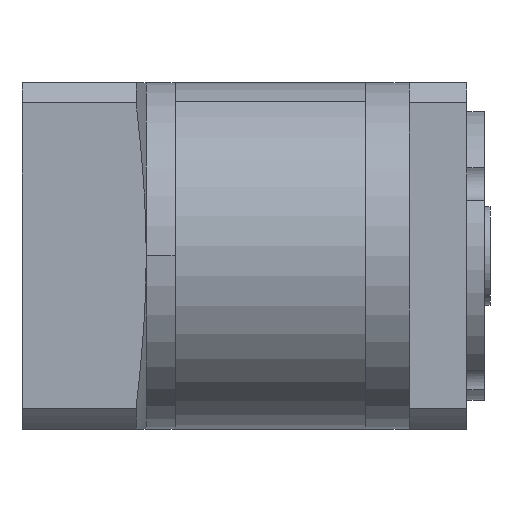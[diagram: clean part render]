
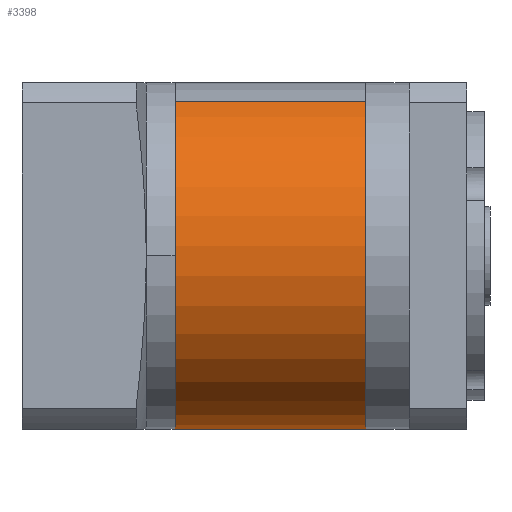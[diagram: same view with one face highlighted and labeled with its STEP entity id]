
A CAD part, top view. The second image highlights one B-rep face of the part: STEP entity #3398.
In plain terms, the highlighted cylindrical face has radius 30 mm (diameter 60 mm), a partial arc.
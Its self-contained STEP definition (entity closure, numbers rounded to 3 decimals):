
#155 = DIRECTION ( 'NONE',  ( 0., 0., -1. ) ) ;
#169 = FACE_OUTER_BOUND ( 'NONE', #5478, .T. ) ;
#227 = CIRCLE ( 'NONE', #4094, 30. ) ;
#496 = AXIS2_PLACEMENT_3D ( 'NONE', #2261, #1380, #155 ) ;
#531 = CARTESIAN_POINT ( 'NONE',  ( 0., 0., -30. ) ) ;
#1191 = CARTESIAN_POINT ( 'NONE',  ( 0., 0., 0. ) ) ;
#1280 = EDGE_CURVE ( 'NONE', #4395, #4851, #2593, .T. ) ;
#1380 = DIRECTION ( 'NONE',  ( 0., -1., 0. ) ) ;
#1539 = CARTESIAN_POINT ( 'NONE',  ( 0., 33., 0. ) ) ;
#1589 = VERTEX_POINT ( 'NONE', #3019 ) ;
#1859 = ORIENTED_EDGE ( 'NONE', *, *, #5741, .F. ) ;
#1922 = DIRECTION ( 'NONE',  ( 0., 0., 1. ) ) ;
#2063 = LINE ( 'NONE', #5536, #6521 ) ;
#2261 = CARTESIAN_POINT ( 'NONE',  ( 0., 33., 0. ) ) ;
#2338 = VECTOR ( 'NONE', #6229, 1000. ) ;
#2414 = EDGE_CURVE ( 'NONE', #4698, #4395, #2908, .T. ) ;
#2465 = DIRECTION ( 'NONE',  ( 0., -1., 0. ) ) ;
#2593 = CIRCLE ( 'NONE', #3341, 30. ) ;
#2613 = CARTESIAN_POINT ( 'NONE',  ( 0., 0., 30. ) ) ;
#2908 = LINE ( 'NONE', #4196, #2338 ) ;
#3019 = CARTESIAN_POINT ( 'NONE',  ( 0., 33., 30. ) ) ;
#3138 = CYLINDRICAL_SURFACE ( 'NONE', #496, 30. ) ;
#3144 = ORIENTED_EDGE ( 'NONE', *, *, #2414, .T. ) ;
#3208 = DIRECTION ( 'NONE',  ( 0., 1., 0. ) ) ;
#3341 = AXIS2_PLACEMENT_3D ( 'NONE', #1191, #3208, #3778 ) ;
#3398 = ADVANCED_FACE ( 'NONE', ( #169 ), #3138, .T. ) ;
#3626 = ORIENTED_EDGE ( 'NONE', *, *, #5759, .F. ) ;
#3778 = DIRECTION ( 'NONE',  ( 0., 0., 1. ) ) ;
#4094 = AXIS2_PLACEMENT_3D ( 'NONE', #1539, #5053, #1922 ) ;
#4196 = CARTESIAN_POINT ( 'NONE',  ( 0., 33., -30. ) ) ;
#4395 = VERTEX_POINT ( 'NONE', #531 ) ;
#4698 = VERTEX_POINT ( 'NONE', #6409 ) ;
#4851 = VERTEX_POINT ( 'NONE', #2613 ) ;
#5053 = DIRECTION ( 'NONE',  ( 0., 1., 0. ) ) ;
#5368 = ORIENTED_EDGE ( 'NONE', *, *, #1280, .T. ) ;
#5478 = EDGE_LOOP ( 'NONE', ( #3626, #1859, #3144, #5368 ) ) ;
#5536 = CARTESIAN_POINT ( 'NONE',  ( 0., 33., 30. ) ) ;
#5741 = EDGE_CURVE ( 'NONE', #4698, #1589, #227, .T. ) ;
#5759 = EDGE_CURVE ( 'NONE', #1589, #4851, #2063, .T. ) ;
#6229 = DIRECTION ( 'NONE',  ( 0., -1., 0. ) ) ;
#6409 = CARTESIAN_POINT ( 'NONE',  ( 0., 33., -30. ) ) ;
#6521 = VECTOR ( 'NONE', #2465, 1000. ) ;
